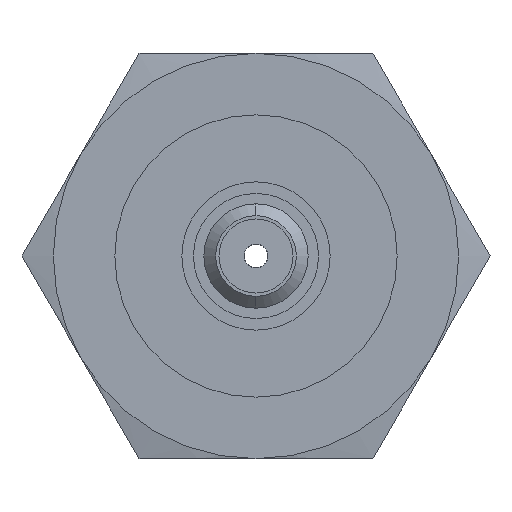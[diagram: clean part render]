
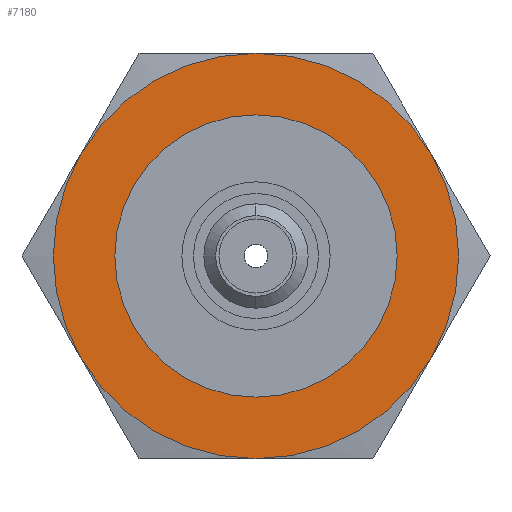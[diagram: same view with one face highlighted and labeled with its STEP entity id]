
A CAD part, left-side view. The second image highlights one B-rep face of the part: STEP entity #7180.
In plain terms, the highlighted planar face has unit normal (-1, 0, 0).
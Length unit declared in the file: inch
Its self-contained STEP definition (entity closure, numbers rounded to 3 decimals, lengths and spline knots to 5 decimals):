
#138 = CARTESIAN_POINT ( 'NONE',  ( 0.08, 0., 0. ) ) ;
#767 = AXIS2_PLACEMENT_3D ( 'NONE', #3893, #7144, #2390 ) ;
#857 = PLANE ( 'NONE',  #16009 ) ;
#1068 = FACE_OUTER_BOUND ( 'NONE', #17195, .T. ) ;
#1151 = CARTESIAN_POINT ( 'NONE',  ( 0.08, 0., 0. ) ) ;
#1535 = AXIS2_PLACEMENT_3D ( 'NONE', #6055, #13559, #5954 ) ;
#2033 = CARTESIAN_POINT ( 'NONE',  ( 0.08, 0., -0.14 ) ) ;
#2177 = CARTESIAN_POINT ( 'NONE',  ( 0.08, 0., 0. ) ) ;
#2297 = AXIS2_PLACEMENT_3D ( 'NONE', #2177, #13120, #14255 ) ;
#2390 = DIRECTION ( 'NONE',  ( 0., 0., -1. ) ) ;
#2430 = CARTESIAN_POINT ( 'NONE',  ( 0.08, 0., 0.3445 ) ) ;
#2461 = CIRCLE ( 'NONE', #5033, 0.3445 ) ;
#2794 = CARTESIAN_POINT ( 'NONE',  ( 0.08, 0., -0.3445 ) ) ;
#2954 = ORIENTED_EDGE ( 'NONE', *, *, #20090, .T. ) ;
#2964 = DIRECTION ( 'NONE',  ( -1., 0., 0. ) ) ;
#3435 = AXIS2_PLACEMENT_3D ( 'NONE', #1151, #2964, #10471 ) ;
#3564 = DIRECTION ( 'NONE',  ( 0., 0., -1. ) ) ;
#3893 = CARTESIAN_POINT ( 'NONE',  ( 0.08, 0., 0. ) ) ;
#4042 = VERTEX_POINT ( 'NONE', #2033 ) ;
#4597 = CIRCLE ( 'NONE', #6208, 0.14 ) ;
#4671 = ORIENTED_EDGE ( 'NONE', *, *, #17583, .F. ) ;
#5033 = AXIS2_PLACEMENT_3D ( 'NONE', #11096, #12604, #3564 ) ;
#5250 = AXIS2_PLACEMENT_3D ( 'NONE', #138, #14027, #17275 ) ;
#5388 = DIRECTION ( 'NONE',  ( 0., 0., 1. ) ) ;
#5860 = ORIENTED_EDGE ( 'NONE', *, *, #16260, .T. ) ;
#5940 = ORIENTED_EDGE ( 'NONE', *, *, #13491, .F. ) ;
#5954 = DIRECTION ( 'NONE',  ( 0., 0., 1. ) ) ;
#6055 = CARTESIAN_POINT ( 'NONE',  ( 0.08, 0., 0. ) ) ;
#6208 = AXIS2_PLACEMENT_3D ( 'NONE', #19497, #8740, #5388 ) ;
#7144 = DIRECTION ( 'NONE',  ( -1., 0., 0. ) ) ;
#7180 = ADVANCED_FACE ( 'NONE', ( #8577, #1068 ), #857, .F. ) ;
#7219 = DIRECTION ( 'NONE',  ( 0., 0., -1. ) ) ;
#7568 = CIRCLE ( 'NONE', #767, 0.3445 ) ;
#7819 = ORIENTED_EDGE ( 'NONE', *, *, #8814, .F. ) ;
#8187 = CIRCLE ( 'NONE', #5250, 0.3445 ) ;
#8577 = FACE_BOUND ( 'NONE', #17383, .T. ) ;
#8740 = DIRECTION ( 'NONE',  ( -1., 0., 0. ) ) ;
#8814 = EDGE_CURVE ( 'NONE', #13896, #12807, #8187, .T. ) ;
#8983 = CIRCLE ( 'NONE', #1535, 0.14 ) ;
#10103 = CARTESIAN_POINT ( 'NONE',  ( 0.08, 0.29835, 0.17225 ) ) ;
#10104 = CARTESIAN_POINT ( 'NONE',  ( 0.08, -0.29835, 0.17225 ) ) ;
#10263 = DIRECTION ( 'NONE',  ( -1., 0., 0. ) ) ;
#10365 = CARTESIAN_POINT ( 'NONE',  ( 0.08, 0.29835, -0.17225 ) ) ;
#10471 = DIRECTION ( 'NONE',  ( 0., 0., -1. ) ) ;
#11059 = ORIENTED_EDGE ( 'NONE', *, *, #19184, .T. ) ;
#11096 = CARTESIAN_POINT ( 'NONE',  ( 0.08, 0., 0. ) ) ;
#12027 = CIRCLE ( 'NONE', #14288, 0.3445 ) ;
#12139 = EDGE_CURVE ( 'NONE', #13896, #17286, #13967, .T. ) ;
#12197 = CIRCLE ( 'NONE', #3435, 0.3445 ) ;
#12604 = DIRECTION ( 'NONE',  ( -1., 0., 0. ) ) ;
#12807 = VERTEX_POINT ( 'NONE', #10365 ) ;
#13064 = CARTESIAN_POINT ( 'NONE',  ( 0.08, -0.29835, -0.17225 ) ) ;
#13120 = DIRECTION ( 'NONE',  ( -1., 0., 0. ) ) ;
#13419 = VERTEX_POINT ( 'NONE', #15287 ) ;
#13435 = DIRECTION ( 'NONE',  ( 1., 0., 0. ) ) ;
#13491 = EDGE_CURVE ( 'NONE', #13419, #4042, #8983, .T. ) ;
#13559 = DIRECTION ( 'NONE',  ( -1., 0., 0. ) ) ;
#13896 = VERTEX_POINT ( 'NONE', #2794 ) ;
#13967 = CIRCLE ( 'NONE', #2297, 0.3445 ) ;
#14027 = DIRECTION ( 'NONE',  ( 1., 0., 0. ) ) ;
#14255 = DIRECTION ( 'NONE',  ( 0., 0., -1. ) ) ;
#14288 = AXIS2_PLACEMENT_3D ( 'NONE', #18077, #10263, #7219 ) ;
#14765 = VERTEX_POINT ( 'NONE', #2430 ) ;
#15287 = CARTESIAN_POINT ( 'NONE',  ( 0.08, 0., 0.14 ) ) ;
#15319 = VERTEX_POINT ( 'NONE', #10103 ) ;
#16009 = AXIS2_PLACEMENT_3D ( 'NONE', #18101, #13435, #19428 ) ;
#16260 = EDGE_CURVE ( 'NONE', #15319, #12807, #2461, .T. ) ;
#16557 = EDGE_CURVE ( 'NONE', #17286, #18112, #12197, .T. ) ;
#17195 = EDGE_LOOP ( 'NONE', ( #7819, #19745, #18291, #2954, #11059, #5860 ) ) ;
#17275 = DIRECTION ( 'NONE',  ( 0., 0., -1. ) ) ;
#17286 = VERTEX_POINT ( 'NONE', #13064 ) ;
#17383 = EDGE_LOOP ( 'NONE', ( #5940, #4671 ) ) ;
#17583 = EDGE_CURVE ( 'NONE', #4042, #13419, #4597, .T. ) ;
#18077 = CARTESIAN_POINT ( 'NONE',  ( 0.08, 0., 0. ) ) ;
#18101 = CARTESIAN_POINT ( 'NONE',  ( 0.08, 0.39779, 0. ) ) ;
#18112 = VERTEX_POINT ( 'NONE', #10104 ) ;
#18291 = ORIENTED_EDGE ( 'NONE', *, *, #16557, .T. ) ;
#19184 = EDGE_CURVE ( 'NONE', #14765, #15319, #12027, .T. ) ;
#19428 = DIRECTION ( 'NONE',  ( 0., 0., -1. ) ) ;
#19497 = CARTESIAN_POINT ( 'NONE',  ( 0.08, 0., 0. ) ) ;
#19745 = ORIENTED_EDGE ( 'NONE', *, *, #12139, .T. ) ;
#20090 = EDGE_CURVE ( 'NONE', #18112, #14765, #7568, .T. ) ;
